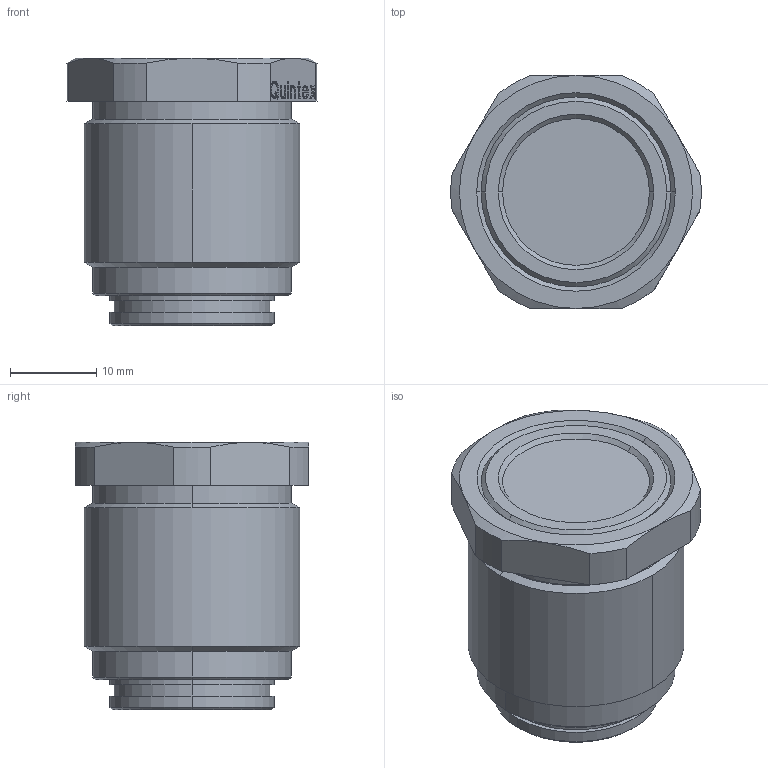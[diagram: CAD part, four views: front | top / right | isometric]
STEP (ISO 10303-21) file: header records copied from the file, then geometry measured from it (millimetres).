
FILE_DESCRIPTION(('Creo Elements/Direct Modeling STEP Export'),'2;1');
FILE_NAME('LBPP19.stp','2017-07-25T14:16:47',(''),(''),'Creo Elements/Direct Modeling STEP processor for AP214 (Solid Model)','Creo Elements/Direct Modeling 18.1E 22-Nov-2013 (C) Parametric Technology GmbH','');
FILE_SCHEMA(('AUTOMOTIVE_DESIGN { 1 0 10303 214 1 1 1 1 }'));
Length unit declared in the file: millimetre
Products named in the file (3): T1.1.1; Steckhuelse19; B1
Assembly tree (2 placements, depth 2):
  B1
    Steckhuelse19
    T1.1.1
Bounding box: 28.96 x 27 x 31 mm (x, y, z)
Volume: 14388.6 mm3; surface area: 7345.6 mm2
Topology: 2 solids, 2 shells, 498 faces, 1385 edges, 919 vertices
Faces by surface type: plane 447, cylinder 27, cone 24
Full cylindrical faces by diameter (mm): 24 x1
Entity records: 15733 total; most frequent: CARTESIAN_POINT 2885, ORIENTED_EDGE 2766, DIRECTION 2507, EDGE_CURVE 1383, VECTOR 1115, LINE 1115, VERTEX_POINT 918, AXIS2_PLACEMENT_3D 696
